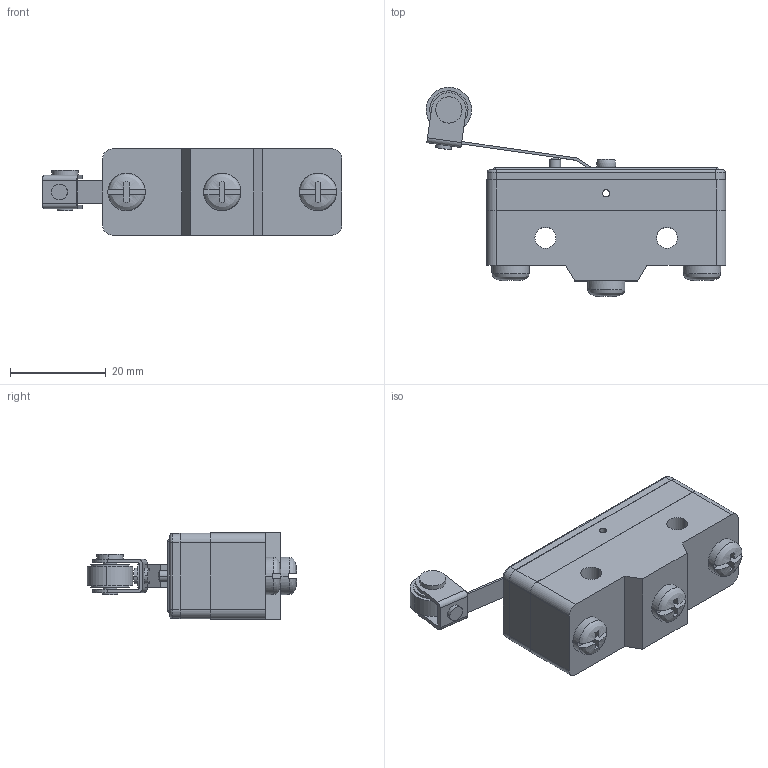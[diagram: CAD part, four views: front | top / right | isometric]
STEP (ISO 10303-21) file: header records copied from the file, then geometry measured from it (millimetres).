
FILE_DESCRIPTION((''),'2;1');
FILE_NAME('1','2024-11-18T',('Administrator'),('zyb.com'),'PRO/ENGINEER BY PARAMETRIC TECHNOLOGY CORPORATION, 2010280','PRO/ENGINEER BY PARAMETRIC TECHNOLOGY CORPORATION, 2010280','');
FILE_SCHEMA(('CONFIG_CONTROL_DESIGN'));
Length unit declared in the file: millimetre
Products named in the file (1): 1
Bounding box: 62.63 x 43.79 x 18 mm (x, y, z)
Volume: 19393.1 mm3; surface area: 6487 mm2
Topology: 1 solids, 1 shells, 177 faces, 452 edges, 295 vertices
Faces by surface type: plane 86, cylinder 73, sphere 8, bspline 6, torus 4
Entity records: 6596 total; most frequent: CARTESIAN_POINT 2158, DIRECTION 942, ORIENTED_EDGE 900, EDGE_CURVE 450, AXIS2_PLACEMENT_3D 345, VERTEX_POINT 295, VECTOR 252, LINE 252
